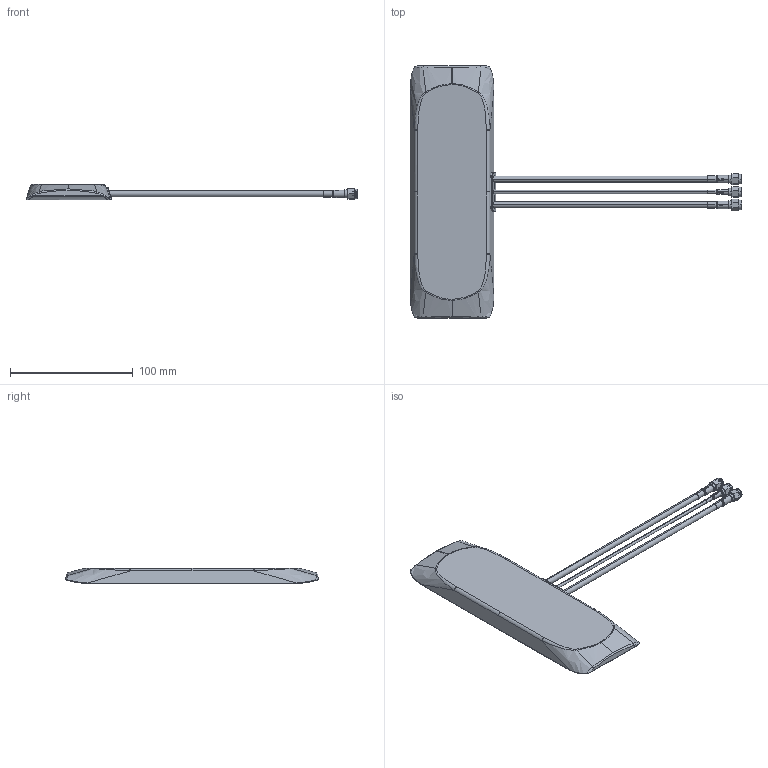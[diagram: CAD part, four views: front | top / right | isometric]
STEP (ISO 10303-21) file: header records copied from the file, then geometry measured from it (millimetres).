
FILE_DESCRIPTION (( 'STEP AP214' ), '1' );
FILE_NAME ('MA240.LBI.001_Web.STEP', '2020-01-03T03:34:19', ( '' ), ( '' ), 'SwSTEP 2.0', 'SolidWorks 2017', '' );
FILE_SCHEMA (( 'AUTOMOTIVE_DESIGN' ));
Products named in the file (2): MA240.LBI.001_Web
Bounding box: 270.27 x 205.88 x 12.4 mm (x, y, z)
Surface area: 42879.5 mm2 (no closed solid volume)
Topology: 0 solids, 30 shells, 309 faces, 1071 edges, 791 vertices
Faces by surface type: cylinder 125, bspline 90, plane 72, cone 22
Full cylindrical faces by diameter (mm): 0.92 x1, 6.4 x2
Entity records: 28073 total; most frequent: CARTESIAN_POINT 20406, ORIENTED_EDGE 1747, DIRECTION 1088, EDGE_CURVE 1067, VERTEX_POINT 791, B_SPLINE_CURVE_WITH_KNOTS 536, AXIS2_PLACEMENT_3D 408, EDGE_LOOP 325
